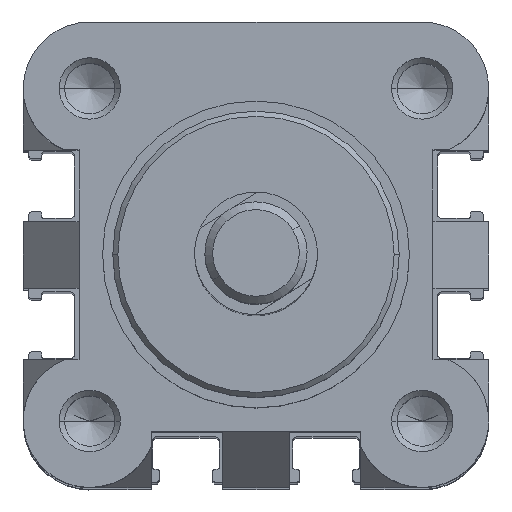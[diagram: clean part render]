
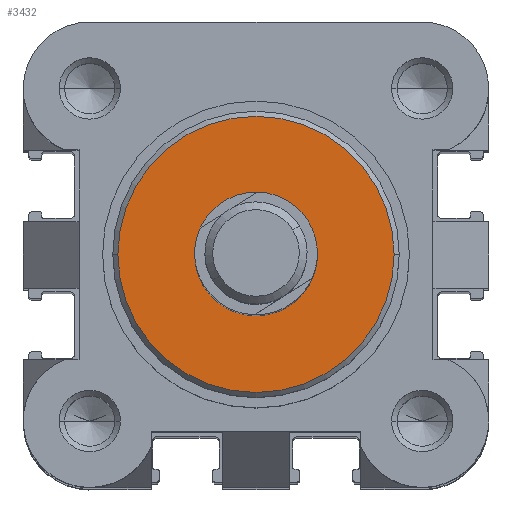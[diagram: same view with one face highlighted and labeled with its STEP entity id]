
A CAD part, top view. The second image highlights one B-rep face of the part: STEP entity #3432.
In plain terms, the highlighted planar face has unit normal (0, 0, 1).
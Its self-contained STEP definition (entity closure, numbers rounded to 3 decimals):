
#102 = CIRCLE ( 'NONE', #4394, 13.5 ) ;
#535 = ORIENTED_EDGE ( 'NONE', *, *, #2140, .T. ) ;
#1102 = DIRECTION ( 'NONE',  ( -1., 0., 0. ) ) ;
#1214 = DIRECTION ( 'NONE',  ( 1., 0., 0. ) ) ;
#1308 = CARTESIAN_POINT ( 'NONE',  ( 0., 0., 18. ) ) ;
#1546 = ORIENTED_EDGE ( 'NONE', *, *, #2739, .T. ) ;
#2140 = EDGE_CURVE ( 'NONE', #6440, #17403, #8682, .T. ) ;
#2321 = CARTESIAN_POINT ( 'NONE',  ( 0., 0., 18. ) ) ;
#2492 = DIRECTION ( 'NONE',  ( 1., 0., 0. ) ) ;
#2739 = EDGE_CURVE ( 'NONE', #17403, #6440, #102, .T. ) ;
#2925 = ORIENTED_EDGE ( 'NONE', *, *, #9083, .F. ) ;
#3412 = AXIS2_PLACEMENT_3D ( 'NONE', #6374, #5056, #1102 ) ;
#3432 = ADVANCED_FACE ( 'NONE', ( #14274, #11490 ), #6616, .F. ) ;
#3583 = VERTEX_POINT ( 'NONE', #9405 ) ;
#4394 = AXIS2_PLACEMENT_3D ( 'NONE', #1308, #10770, #6819 ) ;
#4580 = AXIS2_PLACEMENT_3D ( 'NONE', #17600, #13380, #1214 ) ;
#5056 = DIRECTION ( 'NONE',  ( 0., 0., -1. ) ) ;
#6374 = CARTESIAN_POINT ( 'NONE',  ( 0., 0., 18. ) ) ;
#6440 = VERTEX_POINT ( 'NONE', #6483 ) ;
#6483 = CARTESIAN_POINT ( 'NONE',  ( 13.5, 0., 18. ) ) ;
#6616 = PLANE ( 'NONE',  #3412 ) ;
#6819 = DIRECTION ( 'NONE',  ( 1., 0., 0. ) ) ;
#7574 = AXIS2_PLACEMENT_3D ( 'NONE', #2321, #10597, #2492 ) ;
#7863 = EDGE_CURVE ( 'NONE', #3583, #14504, #9553, .T. ) ;
#7932 = CARTESIAN_POINT ( 'NONE',  ( -13.5, 0., 18. ) ) ;
#8682 = CIRCLE ( 'NONE', #7574, 13.5 ) ;
#9083 = EDGE_CURVE ( 'NONE', #14504, #3583, #9598, .T. ) ;
#9144 = EDGE_LOOP ( 'NONE', ( #1546, #535 ) ) ;
#9405 = CARTESIAN_POINT ( 'NONE',  ( 6., 0., 18. ) ) ;
#9553 = CIRCLE ( 'NONE', #4580, 6. ) ;
#9598 = CIRCLE ( 'NONE', #12903, 6. ) ;
#10597 = DIRECTION ( 'NONE',  ( 0., 0., 1. ) ) ;
#10770 = DIRECTION ( 'NONE',  ( 0., 0., 1. ) ) ;
#10855 = DIRECTION ( 'NONE',  ( 1., 0., 0. ) ) ;
#10880 = ORIENTED_EDGE ( 'NONE', *, *, #7863, .F. ) ;
#11490 = FACE_OUTER_BOUND ( 'NONE', #9144, .T. ) ;
#11883 = CARTESIAN_POINT ( 'NONE',  ( 0., 0., 18. ) ) ;
#12903 = AXIS2_PLACEMENT_3D ( 'NONE', #11883, #13271, #10855 ) ;
#13271 = DIRECTION ( 'NONE',  ( 0., 0., 1. ) ) ;
#13380 = DIRECTION ( 'NONE',  ( 0., 0., 1. ) ) ;
#14274 = FACE_BOUND ( 'NONE', #16653, .T. ) ;
#14504 = VERTEX_POINT ( 'NONE', #16068 ) ;
#16068 = CARTESIAN_POINT ( 'NONE',  ( -6., 0., 18. ) ) ;
#16653 = EDGE_LOOP ( 'NONE', ( #10880, #2925 ) ) ;
#17403 = VERTEX_POINT ( 'NONE', #7932 ) ;
#17600 = CARTESIAN_POINT ( 'NONE',  ( 0., 0., 18. ) ) ;
